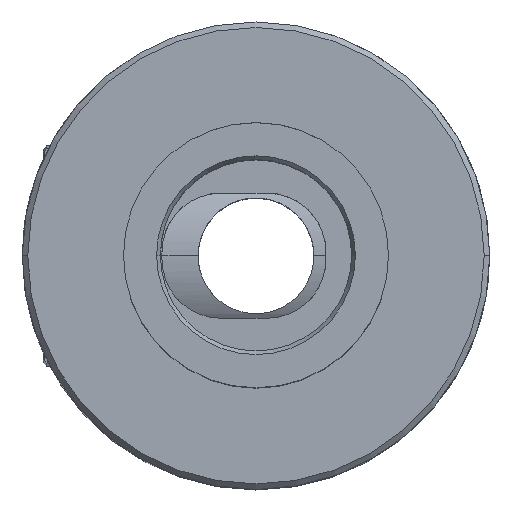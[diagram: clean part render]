
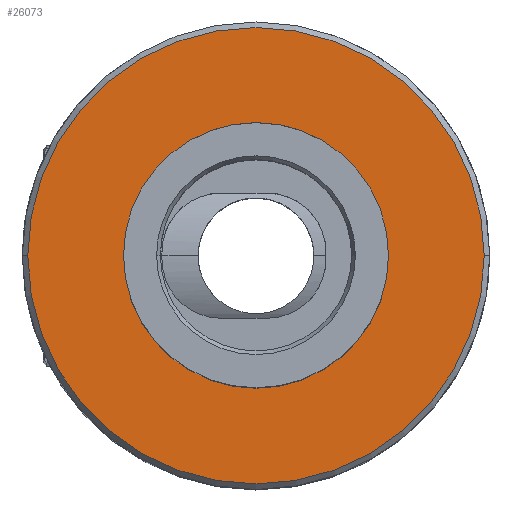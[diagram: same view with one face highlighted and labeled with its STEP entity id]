
A CAD part, top view. The second image highlights one B-rep face of the part: STEP entity #26073.
In plain terms, the highlighted planar face has unit normal (0, 0, 1).
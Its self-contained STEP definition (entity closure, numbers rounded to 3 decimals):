
#9799=EDGE_CURVE('NONE',#10721,#24703,#27337,.T.);
#10579=EDGE_CURVE('NONE',#13011,#15439,#28239,.T.);
#10721=VERTEX_POINT('NONE',#28396);
#13011=VERTEX_POINT('NONE',#30914);
#15439=VERTEX_POINT('NONE',#33619);
#20463=EDGE_CURVE('NONE',#15439,#13011,#39178,.T.);
#22995=EDGE_CURVE('NONE',#24703,#10721,#41955,.T.);
#24703=VERTEX_POINT('NONE',#43854);
#26073=ADVANCED_FACE('NONE',(#45365,#45366),#45367,.F.);
#27337=CIRCLE('',#47967,18.0);
#28239=CIRCLE('',#50100,31.0);
#28396=CARTESIAN_POINT('',(-18.0,0.,0.));
#30914=CARTESIAN_POINT('',(-31.0,0.,0.));
#33619=CARTESIAN_POINT('',(31.0,0.,0.));
#39178=CIRCLE('',#75775,31.0);
#41955=CIRCLE('',#82545,18.0);
#43854=CARTESIAN_POINT('',(18.0,0.,0.));
#45365=FACE_OUTER_BOUND('',#90194,.T.);
#45366=FACE_BOUND('',#90195,.T.);
#45367=PLANE('',#90196);
#47967=AXIS2_PLACEMENT_3D('',#91612,#91613,#91614);
#50100=AXIS2_PLACEMENT_3D('',#92937,#92938,#92939);
#75775=AXIS2_PLACEMENT_3D('',#104180,#104181,#104182);
#82545=AXIS2_PLACEMENT_3D('',#106878,#106879,#106880);
#90194=EDGE_LOOP('',(#110406,#110407));
#90195=EDGE_LOOP('',(#110408,#110409));
#90196=AXIS2_PLACEMENT_3D('',#110410,#110411,#110412);
#91612=CARTESIAN_POINT('',(0.0,0.0,0.));
#91613=DIRECTION('',(0.0,0.0,1.0));
#91614=DIRECTION('',(1.0,0.,0.0));
#92937=CARTESIAN_POINT('',(0.0,0.0,0.));
#92938=DIRECTION('',(0.0,0.0,1.0));
#92939=DIRECTION('',(1.0,0.,0.0));
#104180=CARTESIAN_POINT('',(0.0,0.0,0.));
#104181=DIRECTION('',(0.0,0.0,1.0));
#104182=DIRECTION('',(1.0,0.,0.0));
#106878=CARTESIAN_POINT('',(0.0,0.0,0.));
#106879=DIRECTION('',(0.0,0.0,1.0));
#106880=DIRECTION('',(1.0,0.,0.0));
#110406=ORIENTED_EDGE('',*,*,#10579,.T.);
#110407=ORIENTED_EDGE('',*,*,#20463,.T.);
#110408=ORIENTED_EDGE('',*,*,#22995,.F.);
#110409=ORIENTED_EDGE('',*,*,#9799,.F.);
#110410=CARTESIAN_POINT('',(0.,31.75,0.));
#110411=DIRECTION('',(0.0,0.0,-1.0));
#110412=DIRECTION('',(0.0,1.0,0.0));
